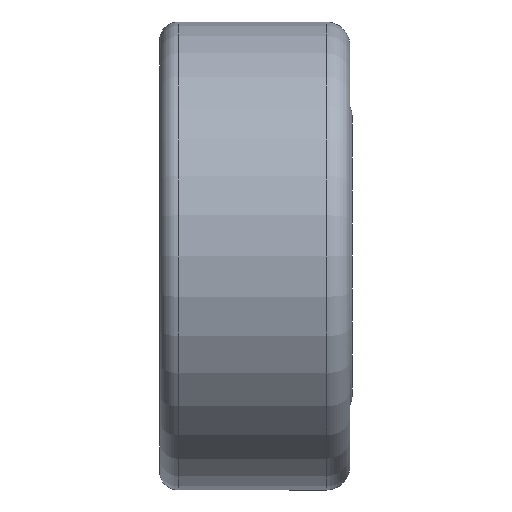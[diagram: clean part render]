
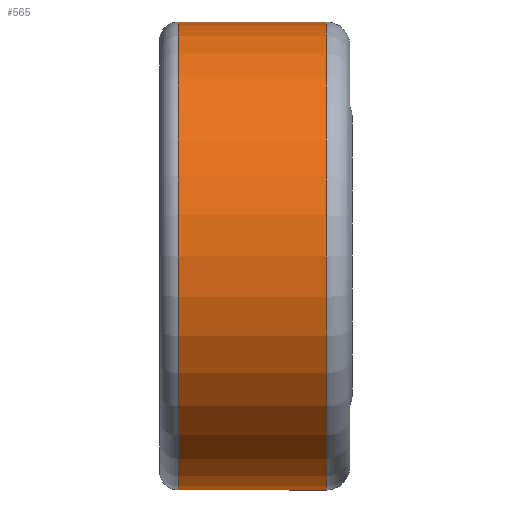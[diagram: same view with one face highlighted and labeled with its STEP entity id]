
A CAD part, front view. The second image highlights one B-rep face of the part: STEP entity #565.
In plain terms, the highlighted cylindrical face has radius 16 mm (diameter 32 mm), a full revolution.
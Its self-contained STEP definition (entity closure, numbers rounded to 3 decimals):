
#84=CARTESIAN_POINT('',(-0.582,19.168,0.0));
#85=VERTEX_POINT('',#84);
#86=CARTESIAN_POINT('',(-0.582,3.168,0.0));
#87=DIRECTION('',(1.0,0.0,0.0));
#88=DIRECTION('',(0.0,1.0,0.0));
#89=AXIS2_PLACEMENT_3D('',#86,#87,#88);
#90=CIRCLE('',#89,16.);
#91=EDGE_CURVE('',#85,#85,#90,.T.);
#539=CARTESIAN_POINT('',(-10.724,19.168,0.0));
#540=VERTEX_POINT('',#539);
#541=CARTESIAN_POINT('',(-10.724,3.168,0.0));
#542=DIRECTION('',(1.0,0.0,0.0));
#543=DIRECTION('',(0.0,1.0,0.0));
#544=AXIS2_PLACEMENT_3D('',#541,#542,#543);
#545=CIRCLE('',#544,16.0);
#546=EDGE_CURVE('',#540,#540,#545,.T.);
#554=CARTESIAN_POINT('',(-5.653,3.168,0.0));
#555=DIRECTION('',(1.0,0.0,0.0));
#556=DIRECTION('',(0.0,1.0,0.0));
#557=AXIS2_PLACEMENT_3D('',#554,#555,#556);
#558=CYLINDRICAL_SURFACE('',#557,16.);
#559=ORIENTED_EDGE('',*,*,#91,.F.);
#560=EDGE_LOOP('',(#559));
#561=FACE_OUTER_BOUND('',#560,.T.);
#562=ORIENTED_EDGE('',*,*,#546,.T.);
#563=EDGE_LOOP('',(#562));
#564=FACE_BOUND('',#563,.T.);
#565=ADVANCED_FACE('',(#561,#564),#558,.T.);
